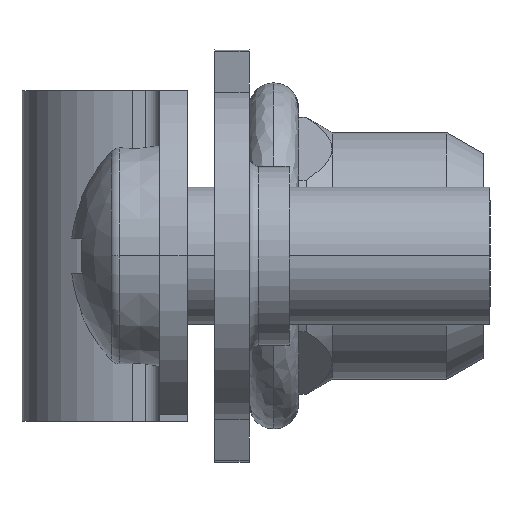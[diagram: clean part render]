
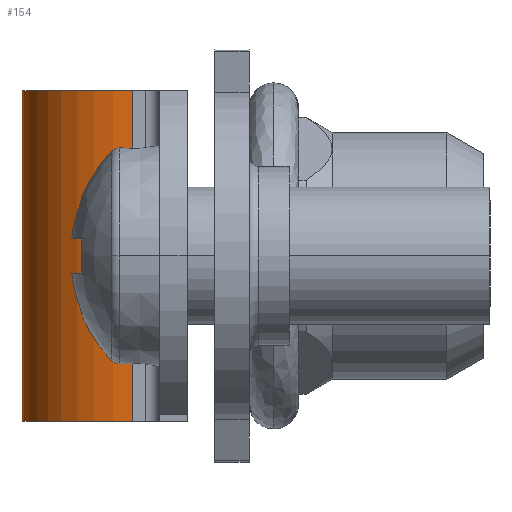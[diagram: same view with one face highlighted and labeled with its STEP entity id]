
A CAD part, left-side view. The second image highlights one B-rep face of the part: STEP entity #154.
In plain terms, the highlighted cylindrical face has radius 4 mm (diameter 8 mm), a partial arc.
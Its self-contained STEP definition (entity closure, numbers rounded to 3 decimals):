
#6 = ORIENTED_EDGE ( 'NONE', *, *, #737, .F. ) ;
#120 = VERTEX_POINT ( 'NONE', #5377 ) ;
#154 = ADVANCED_FACE ( 'NONE', ( #4674 ), #3490, .T. ) ;
#264 = EDGE_CURVE ( 'NONE', #5259, #120, #1026, .T. ) ;
#354 = DIRECTION ( 'NONE',  ( 0., 0., -1. ) ) ;
#391 = CARTESIAN_POINT ( 'NONE',  ( -4., 0., 6. ) ) ;
#607 = LINE ( 'NONE', #6181, #4409 ) ;
#737 = EDGE_CURVE ( 'NONE', #4118, #120, #6233, .T. ) ;
#797 = ORIENTED_EDGE ( 'NONE', *, *, #1094, .F. ) ;
#1026 = LINE ( 'NONE', #2305, #6112 ) ;
#1094 = EDGE_CURVE ( 'NONE', #2537, #4118, #607, .T. ) ;
#1348 = EDGE_CURVE ( 'NONE', #2537, #5259, #1543, .T. ) ;
#1430 = CARTESIAN_POINT ( 'NONE',  ( 0., 0., 6. ) ) ;
#1520 = CARTESIAN_POINT ( 'NONE',  ( 0., 0., 6. ) ) ;
#1543 = CIRCLE ( 'NONE', #4006, 4. ) ;
#1925 = DIRECTION ( 'NONE',  ( -1., 0., 0. ) ) ;
#1973 = CARTESIAN_POINT ( 'NONE',  ( -4., 0., -6. ) ) ;
#2005 = DIRECTION ( 'NONE',  ( 1., 0., 0. ) ) ;
#2305 = CARTESIAN_POINT ( 'NONE',  ( 4., 0., 6. ) ) ;
#2537 = VERTEX_POINT ( 'NONE', #391 ) ;
#2597 = ORIENTED_EDGE ( 'NONE', *, *, #1348, .T. ) ;
#3012 = AXIS2_PLACEMENT_3D ( 'NONE', #3243, #354, #3758 ) ;
#3243 = CARTESIAN_POINT ( 'NONE',  ( 0., 0., -6. ) ) ;
#3443 = AXIS2_PLACEMENT_3D ( 'NONE', #1430, #5399, #1925 ) ;
#3490 = CYLINDRICAL_SURFACE ( 'NONE', #3443, 4. ) ;
#3758 = DIRECTION ( 'NONE',  ( 1., 0., 0. ) ) ;
#4006 = AXIS2_PLACEMENT_3D ( 'NONE', #1520, #4989, #2005 ) ;
#4118 = VERTEX_POINT ( 'NONE', #1973 ) ;
#4409 = VECTOR ( 'NONE', #4717, 1000. ) ;
#4623 = CARTESIAN_POINT ( 'NONE',  ( 4., 0., 6. ) ) ;
#4674 = FACE_OUTER_BOUND ( 'NONE', #5382, .T. ) ;
#4717 = DIRECTION ( 'NONE',  ( 0., 0., -1. ) ) ;
#4989 = DIRECTION ( 'NONE',  ( 0., 0., -1. ) ) ;
#5249 = ORIENTED_EDGE ( 'NONE', *, *, #264, .T. ) ;
#5259 = VERTEX_POINT ( 'NONE', #4623 ) ;
#5300 = DIRECTION ( 'NONE',  ( 0., 0., -1. ) ) ;
#5377 = CARTESIAN_POINT ( 'NONE',  ( 4., 0., -6. ) ) ;
#5382 = EDGE_LOOP ( 'NONE', ( #6, #797, #2597, #5249 ) ) ;
#5399 = DIRECTION ( 'NONE',  ( 0., 0., -1. ) ) ;
#6112 = VECTOR ( 'NONE', #5300, 1000. ) ;
#6181 = CARTESIAN_POINT ( 'NONE',  ( -4., 0., 6. ) ) ;
#6233 = CIRCLE ( 'NONE', #3012, 4. ) ;
